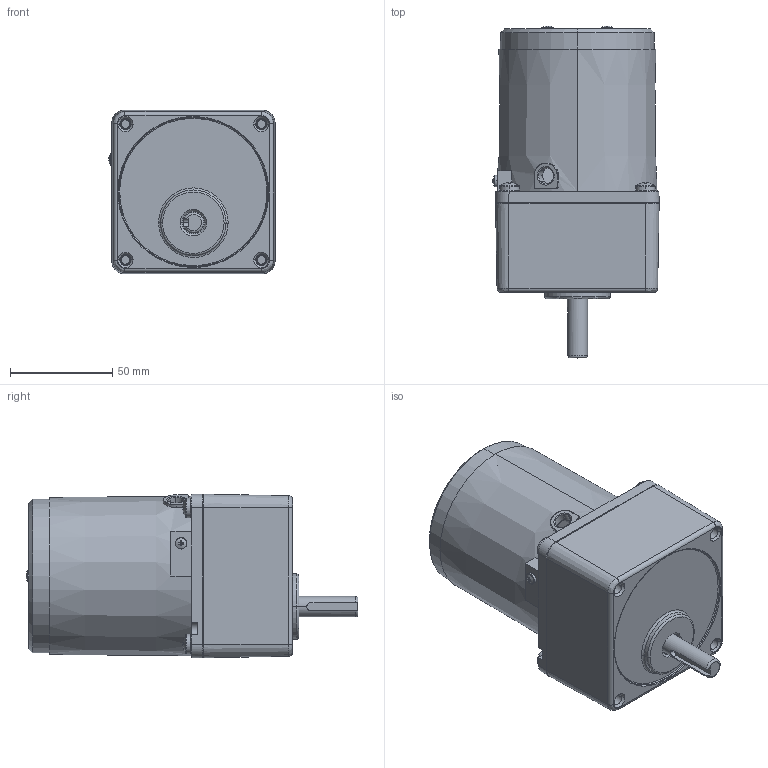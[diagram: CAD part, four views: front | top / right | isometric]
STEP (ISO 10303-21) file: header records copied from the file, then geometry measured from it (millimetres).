
FILE_DESCRIPTION (( 'STEP AP203' ), '1' );
FILE_NAME ('4rk25gn-c-4gn3k-200k.STEP', '2015-12-10T05:45:28', ( '微软用户' ), ( '微软中国' ), 'SwSTEP 2.0', 'SolidWorks 2009', '' );
FILE_SCHEMA (( 'CONFIG_CONTROL_DESIGN' ));
Length unit declared in the file: millimetre
Products named in the file (13): ASM0031_ASM; PRT0179; PRT0178; PRT0177; PRT0181; PRT0183; PRT0182; PRT0180; PRT0184; PRT0176; 4RK25GN-C-4GN3K-200K_ASM_1_AF0__ASM; 4RK25GN-C_4_AF0; 4rk25gn-c-4gn3k-200k
Assembly tree (12 placements, depth 4):
  4rk25gn-c-4gn3k-200k
    PRT0184
    ASM0031_ASM
      PRT0183
      PRT0179
      PRT0177
      4RK25GN-C-4GN3K-200K_ASM_1_AF0__ASM
        4RK25GN-C_4_AF0
      PRT0181
      PRT0182
      PRT0178
      PRT0176
      PRT0180
Bounding box: 81.32 x 162.35 x 80 mm (x, y, z)
Volume: 396607.1 mm3; surface area: 92868.3 mm2
Topology: 10 solids, 18 shells, 1319 faces, 2856 edges, 1572 vertices
Faces by surface type: cone 668, cylinder 363, plane 212, bspline 76
Entity records: 38817 total; most frequent: CARTESIAN_POINT 9090, DIRECTION 6402, ORIENTED_EDGE 5638, EDGE_CURVE 2819, AXIS2_PLACEMENT_3D 2572, VERTEX_POINT 1572, EDGE_LOOP 1377, ADVANCED_FACE 1319
